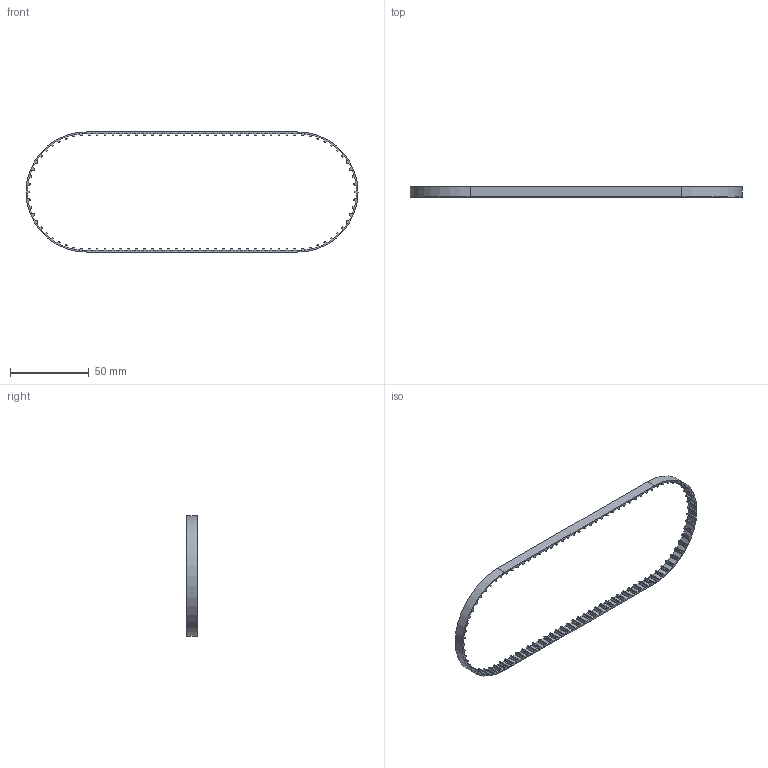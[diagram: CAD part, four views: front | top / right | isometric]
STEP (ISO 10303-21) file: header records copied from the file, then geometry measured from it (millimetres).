
FILE_DESCRIPTION (( 'STEP AP214' ), '1' );
FILE_NAME ('200XL025NG.step', '2015-04-08T23:03:21', ( '' ), ( '' ), 'SwSTEP 2.0', 'SolidWorks 2014', '' );
FILE_SCHEMA (( 'AUTOMOTIVE_DESIGN' ));
Length unit declared in the file: inch
Products named in the file (1): 200XL025NG
Bounding box: 210.51 x 6.35 x 76.2 mm (x, y, z)
Volume: 4452.9 mm3; surface area: 8704.7 mm2
Topology: 1 solids, 1 shells, 840 faces, 2514 edges, 1676 vertices
Faces by surface type: cylinder 480, plane 360
Entity records: 28682 total; most frequent: DIRECTION 5156, CARTESIAN_POINT 5031, ORIENTED_EDGE 5028, EDGE_CURVE 2514, AXIS2_PLACEMENT_3D 1801, VERTEX_POINT 1676, LINE 1554, VECTOR 1554
